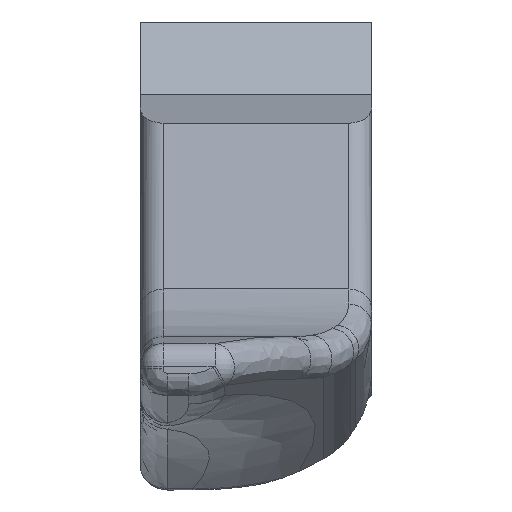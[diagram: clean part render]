
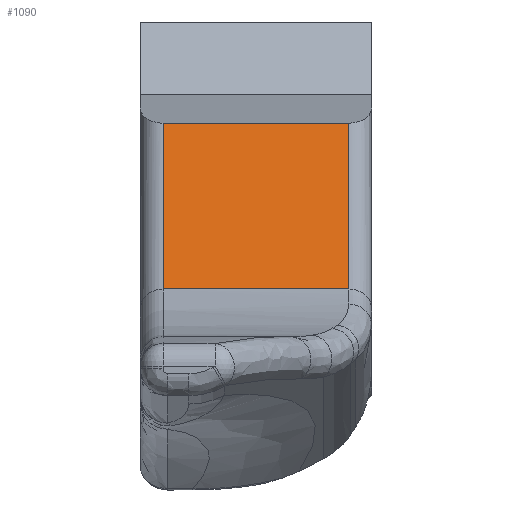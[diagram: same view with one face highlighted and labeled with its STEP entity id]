
A CAD part, front view. The second image highlights one B-rep face of the part: STEP entity #1090.
In plain terms, the highlighted planar face has unit normal (0, -0.496, 0.868).
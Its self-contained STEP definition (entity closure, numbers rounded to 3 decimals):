
#60=LINE('',#1859,#116);
#64=LINE('',#1909,#120);
#76=LINE('',#2267,#132);
#101=LINE('',#2484,#157);
#116=VECTOR('',#1251,10.);
#120=VECTOR('',#1271,10.);
#132=VECTOR('',#1327,10.);
#157=VECTOR('',#1428,1.);
#179=PLANE('',#1199);
#246=FACE_OUTER_BOUND('',#316,.T.);
#316=EDGE_LOOP('',(#996,#997,#998,#999));
#457=VERTEX_POINT('',#1851);
#459=VERTEX_POINT('',#1857);
#464=VERTEX_POINT('',#1905);
#465=VERTEX_POINT('',#1907);
#567=EDGE_CURVE('',#459,#457,#60,.T.);
#578=EDGE_CURVE('',#465,#464,#64,.T.);
#620=EDGE_CURVE('',#457,#465,#76,.T.);
#670=EDGE_CURVE('',#464,#459,#101,.T.);
#996=ORIENTED_EDGE('',*,*,#567,.F.);
#997=ORIENTED_EDGE('',*,*,#670,.F.);
#998=ORIENTED_EDGE('',*,*,#578,.F.);
#999=ORIENTED_EDGE('',*,*,#620,.F.);
#1090=ADVANCED_FACE('',(#246),#179,.T.);
#1199=AXIS2_PLACEMENT_3D('',#2496,#1446,#1447);
#1251=DIRECTION('',(0.,-0.868,-0.496));
#1271=DIRECTION('',(0.,0.868,0.496));
#1327=DIRECTION('',(-1.,0.,0.));
#1428=DIRECTION('',(1.,0.,0.));
#1446=DIRECTION('center_axis',(0.,-0.496,0.868));
#1447=DIRECTION('ref_axis',(0.,0.868,0.496));
#1851=CARTESIAN_POINT('',(5.1,-87.386,13.905));
#1857=CARTESIAN_POINT('',(5.1,-71.438,23.019));
#1859=CARTESIAN_POINT('',(5.1,-96.376,8.768));
#1905=CARTESIAN_POINT('',(-5.1,-71.438,23.019));
#1907=CARTESIAN_POINT('',(-5.1,-87.386,13.905));
#1909=CARTESIAN_POINT('',(-5.1,-96.376,8.768));
#2267=CARTESIAN_POINT('',(6.35,-87.386,13.905));
#2484=CARTESIAN_POINT('',(-6.35,-71.438,23.019));
#2496=CARTESIAN_POINT('Origin',(-6.35,-95.392,9.331));
